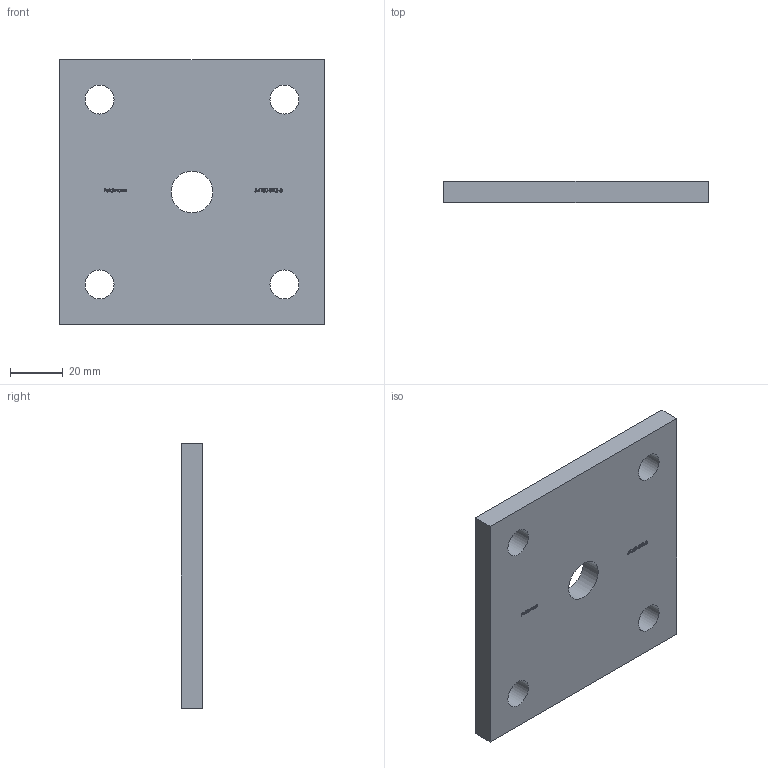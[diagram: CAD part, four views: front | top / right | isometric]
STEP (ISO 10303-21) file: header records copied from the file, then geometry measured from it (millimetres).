
FILE_DESCRIPTION (( 'STEP AP203' ), '1' );
FILE_NAME ('54100-STQ-8.step', '2022-12-06T09:04:24', ( '' ), ( '' ), 'SwSTEP 2.0', 'SolidWorks 2018', '' );
FILE_SCHEMA (( 'CONFIG_CONTROL_DESIGN' ));
Length unit declared in the file: millimetre
Products named in the file (1): 54100-STQ-8
Bounding box: 100 x 8 x 100 mm (x, y, z)
Volume: 75389.8 mm3; surface area: 23561 mm2
Topology: 1 solids, 1 shells, 258 faces, 684 edges, 456 vertices
Faces by surface type: plane 137, bspline 116, cylinder 5
Full cylindrical faces by diameter (mm): 11 x4, 15.8 x1
Entity records: 14334 total; most frequent: CARTESIAN_POINT 8630, ORIENTED_EDGE 1358, DIRECTION 743, EDGE_CURVE 679, VERTEX_POINT 456, LINE 437, VECTOR 437, EDGE_LOOP 301
